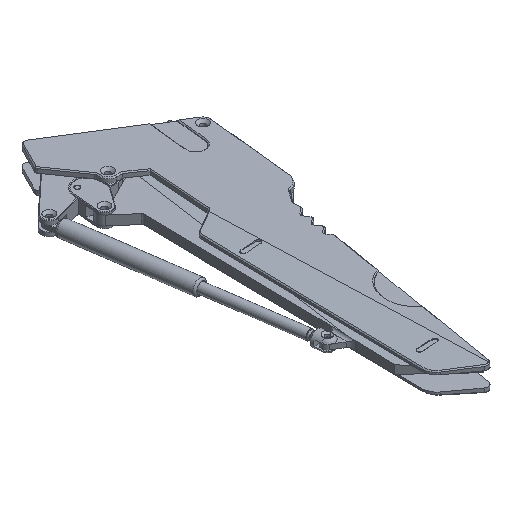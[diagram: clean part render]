
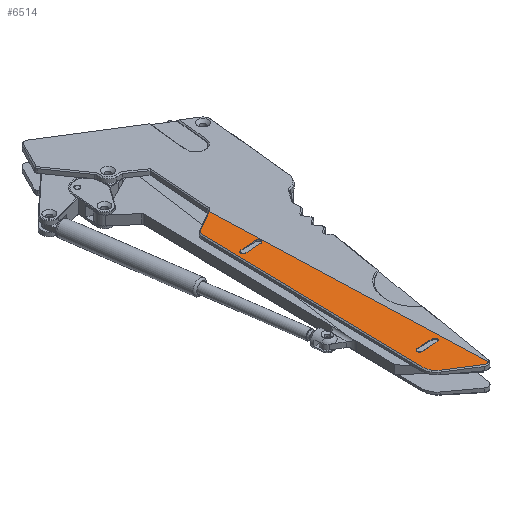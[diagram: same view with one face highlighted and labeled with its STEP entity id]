
A CAD part, isometric view. The second image highlights one B-rep face of the part: STEP entity #6514.
In plain terms, the highlighted planar face has unit normal (-0.056, -0.002, 0.998).
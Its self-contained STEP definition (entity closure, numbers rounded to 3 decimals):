
#113=ELLIPSE('',#7258,2.36,2.353);
#114=ELLIPSE('',#7259,1.002,1.);
#115=ELLIPSE('',#7260,1.002,1.);
#116=ELLIPSE('',#7261,1.002,1.);
#117=ELLIPSE('',#7262,1.002,1.);
#141=B_SPLINE_CURVE_WITH_KNOTS('',3,(#10237,#10238,#10239,#10240),
 .UNSPECIFIED.,.F.,.F.,(4,4),(0.,1.),.UNSPECIFIED.);
#142=B_SPLINE_CURVE_WITH_KNOTS('',3,(#10244,#10245,#10246,#10247,#10248,
#10249,#10250),.UNSPECIFIED.,.F.,.F.,(4,1,1,1,4),(0.,0.25,0.5,0.75,1.),
 .UNSPECIFIED.);
#143=B_SPLINE_CURVE_WITH_KNOTS('',3,(#10254,#10255,#10256,#10257),
 .UNSPECIFIED.,.F.,.F.,(4,4),(0.,1.),.UNSPECIFIED.);
#205=LINE('',#10065,#761);
#218=LINE('',#10235,#774);
#219=LINE('',#10242,#775);
#220=LINE('',#10252,#776);
#221=LINE('',#10258,#777);
#222=LINE('',#10263,#778);
#223=LINE('',#10266,#779);
#224=LINE('',#10271,#780);
#761=VECTOR('',#8013,1000.);
#774=VECTOR('',#8052,1000.);
#775=VECTOR('',#8053,1000.);
#776=VECTOR('',#8054,1000.);
#777=VECTOR('',#8055,1000.);
#778=VECTOR('',#8058,1000.);
#779=VECTOR('',#8061,1000.);
#780=VECTOR('',#8064,1000.);
#1346=PLANE('',#7257);
#1601=ORIENTED_EDGE('',*,*,#3464,.T.);
#1602=ORIENTED_EDGE('',*,*,#3490,.T.);
#1603=ORIENTED_EDGE('',*,*,#3491,.T.);
#1604=ORIENTED_EDGE('',*,*,#3492,.T.);
#1605=ORIENTED_EDGE('',*,*,#3493,.T.);
#1606=ORIENTED_EDGE('',*,*,#3494,.T.);
#1607=ORIENTED_EDGE('',*,*,#3495,.T.);
#1608=ORIENTED_EDGE('',*,*,#3496,.T.);
#1609=ORIENTED_EDGE('',*,*,#3497,.F.);
#1610=ORIENTED_EDGE('',*,*,#3498,.T.);
#1611=ORIENTED_EDGE('',*,*,#3499,.F.);
#1612=ORIENTED_EDGE('',*,*,#3500,.T.);
#1613=ORIENTED_EDGE('',*,*,#3501,.F.);
#1614=ORIENTED_EDGE('',*,*,#3502,.T.);
#1615=ORIENTED_EDGE('',*,*,#3503,.F.);
#1616=ORIENTED_EDGE('',*,*,#3504,.T.);
#3464=EDGE_CURVE('',#4411,#4410,#205,.T.);
#3490=EDGE_CURVE('',#4410,#4436,#113,.T.);
#3491=EDGE_CURVE('',#4436,#4437,#218,.T.);
#3492=EDGE_CURVE('',#4437,#4438,#141,.T.);
#3493=EDGE_CURVE('',#4438,#4439,#219,.T.);
#3494=EDGE_CURVE('',#4439,#4440,#142,.T.);
#3495=EDGE_CURVE('',#4440,#4441,#220,.T.);
#3496=EDGE_CURVE('',#4441,#4411,#143,.T.);
#3497=EDGE_CURVE('',#4442,#4443,#221,.T.);
#3498=EDGE_CURVE('',#4442,#4444,#114,.T.);
#3499=EDGE_CURVE('',#4445,#4444,#222,.T.);
#3500=EDGE_CURVE('',#4445,#4443,#115,.T.);
#3501=EDGE_CURVE('',#4446,#4447,#223,.T.);
#3502=EDGE_CURVE('',#4446,#4448,#116,.T.);
#3503=EDGE_CURVE('',#4449,#4448,#224,.T.);
#3504=EDGE_CURVE('',#4449,#4447,#117,.T.);
#4410=VERTEX_POINT('',#10064);
#4411=VERTEX_POINT('',#10066);
#4436=VERTEX_POINT('',#10234);
#4437=VERTEX_POINT('',#10236);
#4438=VERTEX_POINT('',#10241);
#4439=VERTEX_POINT('',#10243);
#4440=VERTEX_POINT('',#10251);
#4441=VERTEX_POINT('',#10253);
#4442=VERTEX_POINT('',#10259);
#4443=VERTEX_POINT('',#10260);
#4444=VERTEX_POINT('',#10262);
#4445=VERTEX_POINT('',#10264);
#4446=VERTEX_POINT('',#10267);
#4447=VERTEX_POINT('',#10268);
#4448=VERTEX_POINT('',#10270);
#4449=VERTEX_POINT('',#10272);
#5332=EDGE_LOOP('',(#1601,#1602,#1603,#1604,#1605,#1606,#1607,#1608));
#5333=EDGE_LOOP('',(#1609,#1610,#1611,#1612));
#5334=EDGE_LOOP('',(#1613,#1614,#1615,#1616));
#5863=FACE_BOUND('',#5332,.T.);
#5864=FACE_BOUND('',#5333,.T.);
#5865=FACE_BOUND('',#5334,.T.);
#6514=ADVANCED_FACE('',(#5863,#5864,#5865),#1346,.F.);
#7257=AXIS2_PLACEMENT_3D('',#10232,#8048,#8049);
#7258=AXIS2_PLACEMENT_3D('',#10233,#8050,#8051);
#7259=AXIS2_PLACEMENT_3D('',#10261,#8056,#8057);
#7260=AXIS2_PLACEMENT_3D('',#10265,#8059,#8060);
#7261=AXIS2_PLACEMENT_3D('',#10269,#8062,#8063);
#7262=AXIS2_PLACEMENT_3D('',#10273,#8065,#8066);
#8013=DIRECTION('',(-0.035,0.999,0.));
#8048=DIRECTION('',(0.056,0.002,-0.998));
#8049=DIRECTION('',(-0.998,0.,-0.056));
#8050=DIRECTION('',(0.056,0.002,-0.998));
#8051=DIRECTION('',(0.998,0.035,0.056));
#8052=DIRECTION('',(-0.874,-0.484,-0.05));
#8053=DIRECTION('',(-0.017,-1.,-0.003));
#8054=DIRECTION('',(0.808,-0.587,0.044));
#8055=DIRECTION('',(-0.998,0.,-0.056));
#8056=DIRECTION('',(0.056,0.002,-0.998));
#8057=DIRECTION('',(0.998,0.035,0.056));
#8058=DIRECTION('',(0.998,0.,0.056));
#8059=DIRECTION('',(0.056,0.002,-0.998));
#8060=DIRECTION('',(0.998,0.035,0.056));
#8061=DIRECTION('',(-0.998,0.,-0.056));
#8062=DIRECTION('',(0.056,0.002,-0.998));
#8063=DIRECTION('',(0.998,0.035,0.056));
#8064=DIRECTION('',(0.998,0.,0.056));
#8065=DIRECTION('',(0.056,0.002,-0.998));
#8066=DIRECTION('',(0.998,0.035,0.056));
#10064=CARTESIAN_POINT('',(6.076,-34.733,5.));
#10065=CARTESIAN_POINT('',(12.319,-213.528,5.));
#10066=CARTESIAN_POINT('',(9.869,-143.373,5.));
#10232=CARTESIAN_POINT('',(5.207,-213.776,4.6));
#10233=CARTESIAN_POINT('',(5.223,-32.54,4.956));
#10234=CARTESIAN_POINT('',(6.063,-34.738,4.999));
#10235=CARTESIAN_POINT('',(-70.334,-77.085,0.625));
#10236=CARTESIAN_POINT('',(-1.507,-38.933,4.566));
#10237=CARTESIAN_POINT('',(-1.507,-38.933,4.566));
#10238=CARTESIAN_POINT('',(-2.308,-39.368,4.52));
#10239=CARTESIAN_POINT('',(-2.838,-40.25,4.488));
#10240=CARTESIAN_POINT('',(-2.846,-41.162,4.486));
#10241=CARTESIAN_POINT('',(-2.846,-41.162,4.486));
#10242=CARTESIAN_POINT('',(-4.418,-131.244,4.221));
#10243=CARTESIAN_POINT('',(-4.418,-131.246,4.221));
#10244=CARTESIAN_POINT('',(-4.418,-131.246,4.221));
#10245=CARTESIAN_POINT('',(-4.426,-131.702,4.22));
#10246=CARTESIAN_POINT('',(-4.338,-132.588,4.223));
#10247=CARTESIAN_POINT('',(-3.878,-133.866,4.246));
#10248=CARTESIAN_POINT('',(-3.135,-135.001,4.286));
#10249=CARTESIAN_POINT('',(-2.48,-135.605,4.321));
#10250=CARTESIAN_POINT('',(-2.111,-135.874,4.342));
#10251=CARTESIAN_POINT('',(-2.111,-135.874,4.342));
#10252=CARTESIAN_POINT('',(8.118,-143.305,4.902));
#10253=CARTESIAN_POINT('',(8.104,-143.295,4.901));
#10254=CARTESIAN_POINT('',(8.104,-143.295,4.901));
#10255=CARTESIAN_POINT('',(8.606,-143.671,4.928));
#10256=CARTESIAN_POINT('',(9.333,-143.701,4.969));
#10257=CARTESIAN_POINT('',(9.869,-143.373,5.));
#10258=CARTESIAN_POINT('',(5.19,-54.038,4.912));
#10259=CARTESIAN_POINT('',(5.514,-54.038,4.931));
#10260=CARTESIAN_POINT('',(-0.486,-54.038,4.594));
#10261=CARTESIAN_POINT('',(5.514,-55.038,4.929));
#10262=CARTESIAN_POINT('',(5.514,-56.038,4.927));
#10263=CARTESIAN_POINT('',(5.19,-56.038,4.908));
#10264=CARTESIAN_POINT('',(-0.486,-56.038,4.59));
#10265=CARTESIAN_POINT('',(-0.486,-55.038,4.592));
#10266=CARTESIAN_POINT('',(5.197,-123.842,4.776));
#10267=CARTESIAN_POINT('',(6.713,-123.842,4.861));
#10268=CARTESIAN_POINT('',(0.713,-123.842,4.524));
#10269=CARTESIAN_POINT('',(6.713,-124.842,4.859));
#10270=CARTESIAN_POINT('',(6.713,-125.842,4.857));
#10271=CARTESIAN_POINT('',(5.198,-125.842,4.772));
#10272=CARTESIAN_POINT('',(0.713,-125.842,4.52));
#10273=CARTESIAN_POINT('',(0.713,-124.842,4.522));
